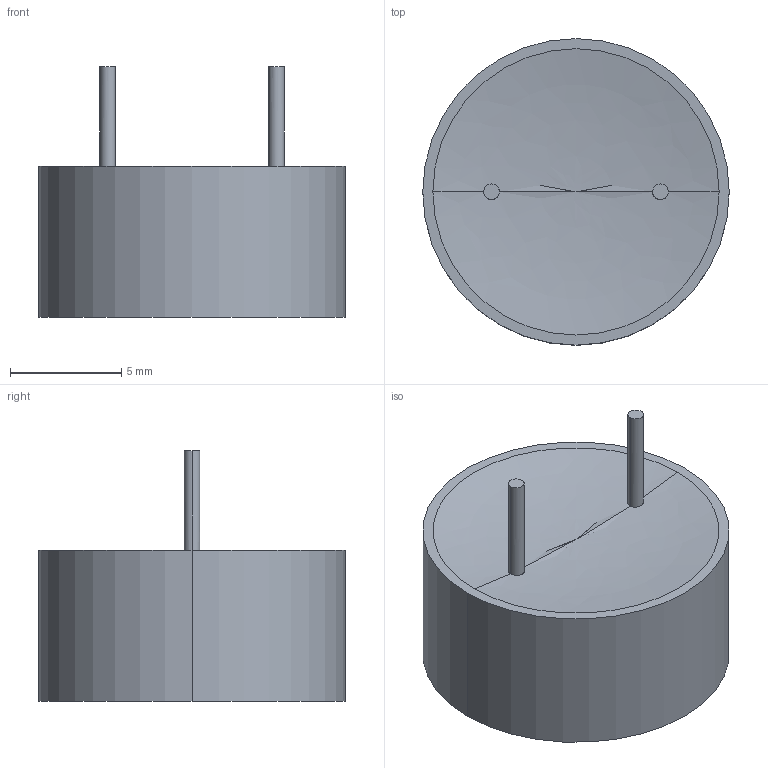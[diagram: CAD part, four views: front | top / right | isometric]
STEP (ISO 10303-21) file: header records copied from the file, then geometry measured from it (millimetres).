
FILE_DESCRIPTION(('FreeCAD Model'),'2;1');
FILE_NAME('Open CASCADE Shape Model','2022-06-04T12:05:14',('Author'),( ''),'Open CASCADE STEP processor 7.5','FreeCAD','Unknown');
FILE_SCHEMA(('AUTOMOTIVE_DESIGN { 1 0 10303 214 1 1 1 1 }'));
Length unit declared in the file: millimetre
Products named in the file (1): AT-1438-TWT-R
Bounding box: 13.8 x 13.8 x 11.3 mm (x, y, z)
Volume: 699.7 mm3; surface area: 911.4 mm2
Topology: 1 solids, 1 shells, 21 faces, 44 edges, 27 vertices
Faces by surface type: cylinder 12, plane 7, bspline 2
Entity records: 2011 total; most frequent: CARTESIAN_POINT 1087, DIRECTION 158, ORIENTED_EDGE 84, PCURVE 84, DEFINITIONAL_REPRESENTATION 84, LINE 60, VECTOR 60, AXIS2_PLACEMENT_3D 42
